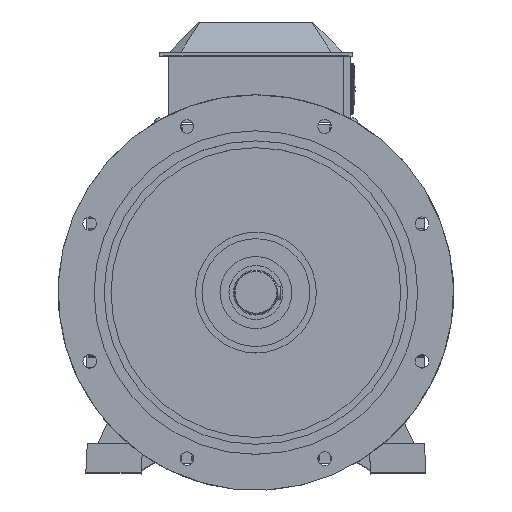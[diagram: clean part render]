
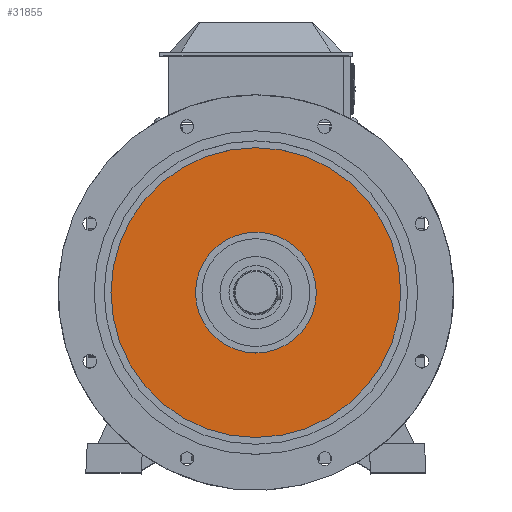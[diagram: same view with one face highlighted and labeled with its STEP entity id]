
A CAD part, top view. The second image highlights one B-rep face of the part: STEP entity #31855.
In plain terms, the highlighted planar face has unit normal (0, 0, 1).
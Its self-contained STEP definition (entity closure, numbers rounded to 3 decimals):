
#31821=CARTESIAN_POINT('',(0.,84.,59.529));
#31822=VERTEX_POINT('',#31821);
#31823=CARTESIAN_POINT('',(0.,0.,59.529));
#31824=DIRECTION('',(0.,0.,-1.0));
#31825=DIRECTION('',(-0.559,0.829,0.));
#31826=AXIS2_PLACEMENT_3D('',#31823,#31824,#31825);
#31827=CIRCLE('',#31826,84.);
#31828=EDGE_CURVE('',#31822,#31822,#31827,.T.);
#31836=CARTESIAN_POINT('',(0.,-221.65,59.529));
#31837=DIRECTION('',(0.0,0.0,1.0));
#31838=DIRECTION('',(1.0,0.0,0.0));
#31839=AXIS2_PLACEMENT_3D('',#31836,#31837,#31838);
#31840=PLANE('',#31839);
#31841=CARTESIAN_POINT('',(0.,201.5,59.529));
#31842=VERTEX_POINT('',#31841);
#31843=CARTESIAN_POINT('',(0.,0.,59.529));
#31844=DIRECTION('',(0.,0.,-1.));
#31845=DIRECTION('',(-0.559,0.829,0.));
#31846=AXIS2_PLACEMENT_3D('',#31843,#31844,#31845);
#31847=CIRCLE('',#31846,201.5);
#31848=EDGE_CURVE('',#31842,#31842,#31847,.T.);
#31849=ORIENTED_EDGE('',*,*,#31848,.F.);
#31850=EDGE_LOOP('',(#31849));
#31851=FACE_OUTER_BOUND('',#31850,.T.);
#31852=ORIENTED_EDGE('',*,*,#31828,.T.);
#31853=EDGE_LOOP('',(#31852));
#31854=FACE_BOUND('',#31853,.T.);
#31855=ADVANCED_FACE('',(#31851,#31854),#31840,.T.);
